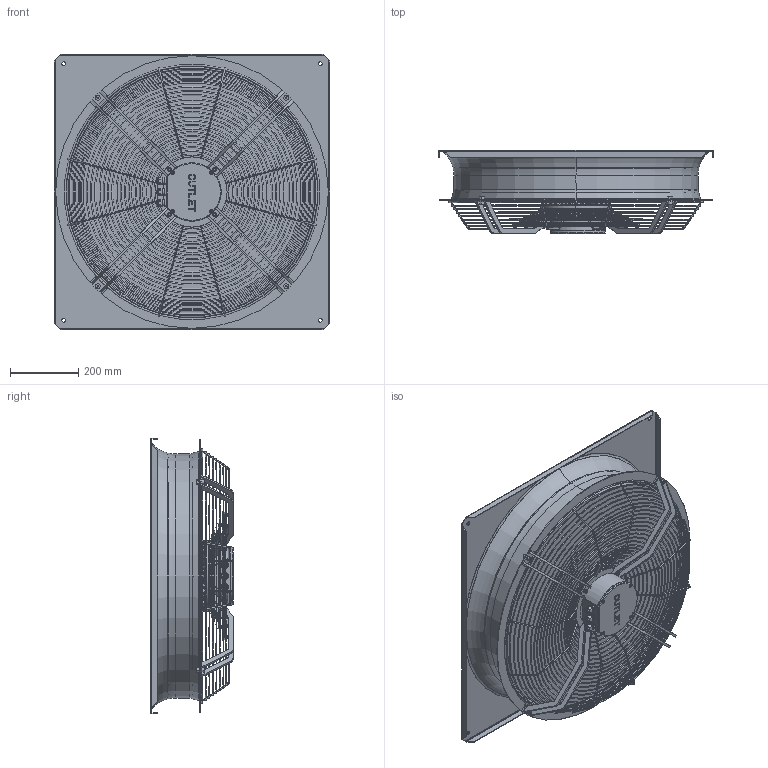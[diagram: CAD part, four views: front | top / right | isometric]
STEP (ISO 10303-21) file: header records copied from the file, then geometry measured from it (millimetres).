
FILE_DESCRIPTION((''),'2;1');
FILE_NAME('EC630_OD112_69L_20251014_ASM','2025-10-15T20:11:14',('TF240017'),(''),'CREO PARAMETRIC BY PTC INC, 2020053','CREO PARAMETRIC BY PTC INC, 2020053','');
FILE_SCHEMA(('CONFIG_CONTROL_DESIGN'));
Products named in the file (62): 163_EC500_BASE_COVER_RREV01_1_2; PILLOW; _X2_96F64EF6_X0_3_1_1; _X2_96F64EF6_X0_4-759_1_1; _X2_96F64EF6_X0_4-776_1_1; _X2_96F64EF6_X0_6-793_1_1; _X2_96F64EF6_X0_7_ASM_1_1; _X2_96F64EF6_X0_4-827_1_1; _X2_96F64EF6_X0_4-844_1_1; _X2_96F64EF6_X0_6-861_1_1; _X2_96F64EF6_X0_4-878_1_1; _X2_96F64EF6_X0_4-895_1_1; _X2_96F64EF6_X0_6-912_1_1; _X2_96F64EF6_X0_4-929_1_1; _X2_96F64EF6_X0_4-946_1_1; _X2_96F64EF6_X0_6-963_1_1; _X2_96F64EF6_X0_30-980_1_1; _X2_96F64EF6_X0_30-997_1_1; _X2_96F64EF6_X0_30-1014_1_1; _X2_96F64EF6_X0_30-1031_1_1; _X2_96F64EF6_X0_30-1048_1_1; _X2_96F64EF6_X0_30-1065_1_1; _X2_96F64EF6_X0_30-1082_1_1; _X2_96F64EF6_X0_30-1099_1_1; _____ASM_1_1_ASM; EC630_FRAME; PRODUCT_707_ASM_1_1_ASM; PRT0001_1_1_2_3_4_5_1; PRT0001_1_1_2_3_4_5_2; PRT0001_1_1_2_3_4_5_3; PRT0001_1_1_2_3_4_5_4; PRT0001_1_1_2_3_4_5_5; PRT0001_1_1_2_3_4_5_6; PRT0001_1_1_2_3_4_5_7; PRT0001_1_1_2_3_4_5_8; PRT0001_1_1_2_3_4_5_9; PRT0001_1_1_2_3_4_5_10; PRT0001_1_1_2_3_4_5_11; PRT0001_1_1_2_3_4_5_12; PRT0001_1_1_2_3_4_5_13 ...
Assembly tree (75 placements, depth 6):
  EC630_OD112_69L_20251014_ASM
    163_EC500_BASE_COVER_RREV01_1_2
    PILLOW
    ASM0001_ASM
      EC630_MB_ZJ_ASM_1_1_ASM
        PRODUCT_707_ASM_1_1_ASM
          _____ASM_1_1_ASM
            _X2_96F64EF6_X0_3_1_1
            _X2_96F64EF6_X0_4-759_1_1
            _X2_96F64EF6_X0_4-776_1_1
            _X2_96F64EF6_X0_6-793_1_1
            _X2_96F64EF6_X0_7_ASM_1_1
            _X2_96F64EF6_X0_4-827_1_1
            _X2_96F64EF6_X0_4-844_1_1
            _X2_96F64EF6_X0_6-861_1_1
            _X2_96F64EF6_X0_4-878_1_1
            _X2_96F64EF6_X0_4-895_1_1
            _X2_96F64EF6_X0_6-912_1_1
            _X2_96F64EF6_X0_4-929_1_1
            _X2_96F64EF6_X0_4-946_1_1
            _X2_96F64EF6_X0_6-963_1_1
            _X2_96F64EF6_X0_30-980_1_1
            _X2_96F64EF6_X0_30-997_1_1
            _X2_96F64EF6_X0_30-1014_1_1
            _X2_96F64EF6_X0_30-1031_1_1
            _X2_96F64EF6_X0_30-1048_1_1
            _X2_96F64EF6_X0_30-1065_1_1
            _X2_96F64EF6_X0_30-1082_1_1
            _X2_96F64EF6_X0_30-1099_1_1
          EC630_FRAME
        PRT0001_1_1_2_3_4_5_ASM
          PRT0001_1_1_2_3_4_5_1
          PRT0001_1_1_2_3_4_5_2
          PRT0001_1_1_2_3_4_5_3
          PRT0001_1_1_2_3_4_5_4
          PRT0001_1_1_2_3_4_5_5
          PRT0001_1_1_2_3_4_5_6
          PRT0001_1_1_2_3_4_5_7
          PRT0001_1_1_2_3_4_5_8
          PRT0001_1_1_2_3_4_5_9
          PRT0001_1_1_2_3_4_5_10
          PRT0001_1_1_2_3_4_5_11
          PRT0001_1_1_2_3_4_5_12
          PRT0001_1_1_2_3_4_5_13
          PRT0001_1_1_2_3_4_5_14
          PRT0001_1_1_2_3_4_5_15
          PRT0001_1_1_2_3_4_5_16
          PRT0001_1_1_2_3_4_5_17
          PRT0001_1_1_2_3_4_5_18
          PRT0001_1_1_2_3_4_5_19
          PRT0001_1_1_2_3_4_5_20
          PRT0001_1_1_2_3_4_5_21
          PRT0001_1_1_2_3_4_5_22
          PRT0001_1_1_2_3_4_5_23
          PRT0001_1_1_2_3_4_5_24
          PRT0001_1_1_2_3_4_5_25
          PRT0001_1_1_2_3_4_5_26
    _A213005910G_-1_CF500170_RUBBER  x3
    PRT0003  x4
    K504000850F-0_SCREW_M8X15_  x4
Bounding box: 805 x 242 x 805 mm (x, y, z)
Volume: 63362194.4 mm3; surface area: 2996149.9 mm2
Topology: 69 solids, 74 shells, 2688 faces, 6798 edges, 4213 vertices
Faces by surface type: cylinder 776, plane 775, torus 636, bspline 324, cone 122, sphere 54, extrusion 1
Entity records: 90533 total; most frequent: CARTESIAN_POINT 35649, ORIENTED_EDGE 11514, DIRECTION 11446, EDGE_CURVE 5757, AXIS2_PLACEMENT_3D 4813, VERTEX_POINT 3555, CIRCLE 2636, EDGE_LOOP 2400
